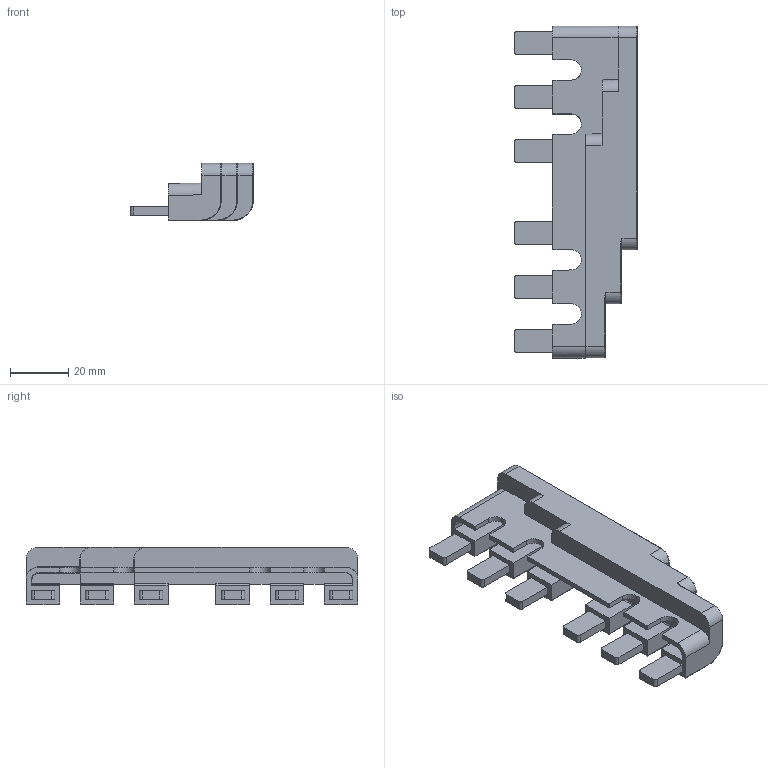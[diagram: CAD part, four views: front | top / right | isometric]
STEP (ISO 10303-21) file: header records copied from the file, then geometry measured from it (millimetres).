
FILE_DESCRIPTION(/* description */ (''),/* implementation_level */ '2;1');
FILE_NAME(/* name */ 'FILE_STP_CAD_DRAWING_BFX3361_Catalog_prt.stp',/* time_stamp */ '2020-11-05T11:16:52+01:00',/* author */ (''),/* organization */ (''),/* preprocessor_version */ 'ST-DEVELOPER v16.7',/* originating_system */ 'SIEMENS PLM Software NX 12.0',/* authorisation */ '');
FILE_SCHEMA (('AUTOMOTIVE_DESIGN { 1 0 10303 214 3 1 1 1 }'));
Length unit declared in the file: millimetre
Products named in the file (1): BFX3361_Catalog
Bounding box: 42.2 x 113.6 x 19.6 mm (x, y, z)
Surface area: 17589.8 mm2 (no closed solid volume)
Topology: 0 solids, 7 shells, 318 faces, 905 edges, 603 vertices
Faces by surface type: plane 173, cylinder 88, torus 22, extrusion 21, bspline 12, cone 2
Entity records: 11262 total; most frequent: CARTESIAN_POINT 3098, ORIENTED_EDGE 1702, DIRECTION 1586, EDGE_CURVE 901, VERTEX_POINT 603, VECTOR 542, AXIS2_PLACEMENT_3D 522, LINE 521
